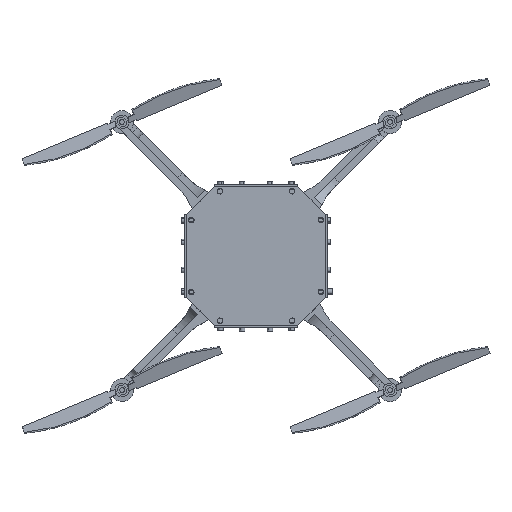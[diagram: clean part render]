
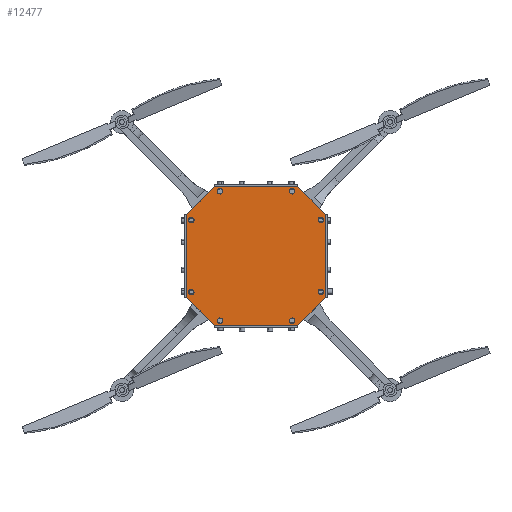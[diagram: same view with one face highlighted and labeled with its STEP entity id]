
A CAD part, top view. The second image highlights one B-rep face of the part: STEP entity #12477.
In plain terms, the highlighted planar face has unit normal (0, 0, 1).
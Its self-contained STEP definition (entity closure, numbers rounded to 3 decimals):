
#11857=CARTESIAN_POINT('Axis2P3D Location',(78.,140.,10.)) ;
#11861=CARTESIAN_POINT('Vertex',(73.5,140.,10.)) ;
#11863=CARTESIAN_POINT('Vertex',(82.5,140.,10.)) ;
#11892=CARTESIAN_POINT('Axis2P3D Location',(78.,140.,10.)) ;
#11914=CARTESIAN_POINT('Axis2P3D Location',(-78.,140.,10.)) ;
#11918=CARTESIAN_POINT('Vertex',(-82.5,140.,10.)) ;
#11920=CARTESIAN_POINT('Vertex',(-73.5,140.,10.)) ;
#11949=CARTESIAN_POINT('Axis2P3D Location',(-78.,140.,10.)) ;
#11971=CARTESIAN_POINT('Axis2P3D Location',(140.,78.,10.)) ;
#11975=CARTESIAN_POINT('Vertex',(135.5,78.,10.)) ;
#11977=CARTESIAN_POINT('Vertex',(144.5,78.,10.)) ;
#12006=CARTESIAN_POINT('Axis2P3D Location',(140.,78.,10.)) ;
#12028=CARTESIAN_POINT('Axis2P3D Location',(-140.,78.,10.)) ;
#12032=CARTESIAN_POINT('Vertex',(-144.5,78.,10.)) ;
#12034=CARTESIAN_POINT('Vertex',(-135.5,78.,10.)) ;
#12063=CARTESIAN_POINT('Axis2P3D Location',(-140.,78.,10.)) ;
#12098=CARTESIAN_POINT('Vertex',(-150.,-90.,10.)) ;
#12101=CARTESIAN_POINT('Line Origine',(-150.,0.,10.)) ;
#12105=CARTESIAN_POINT('Vertex',(-150.,90.,10.)) ;
#12125=CARTESIAN_POINT('Line Origine',(-120.,120.,10.)) ;
#12129=CARTESIAN_POINT('Vertex',(-90.,150.,10.)) ;
#12156=CARTESIAN_POINT('Line Origine',(150.,0.,10.)) ;
#12160=CARTESIAN_POINT('Vertex',(150.,90.,10.)) ;
#12162=CARTESIAN_POINT('Vertex',(150.,-90.,10.)) ;
#12203=CARTESIAN_POINT('Line Origine',(0.,150.,10.)) ;
#12207=CARTESIAN_POINT('Vertex',(90.,150.,10.)) ;
#12350=CARTESIAN_POINT('Axis2P3D Location',(0.,0.,10.)) ;
#12355=CARTESIAN_POINT('Line Origine',(-120.,-120.,10.)) ;
#12359=CARTESIAN_POINT('Vertex',(-90.,-150.,10.)) ;
#12362=CARTESIAN_POINT('Line Origine',(0.,-150.,10.)) ;
#12366=CARTESIAN_POINT('Vertex',(90.,-150.,10.)) ;
#12369=CARTESIAN_POINT('Line Origine',(120.,-120.,10.)) ;
#12374=CARTESIAN_POINT('Line Origine',(120.,120.,10.)) ;
#12389=CARTESIAN_POINT('Axis2P3D Location',(-140.,-78.,10.)) ;
#12393=CARTESIAN_POINT('Vertex',(-144.5,-78.,10.)) ;
#12395=CARTESIAN_POINT('Vertex',(-135.5,-78.,10.)) ;
#12398=CARTESIAN_POINT('Axis2P3D Location',(-140.,-78.,10.)) ;
#12407=CARTESIAN_POINT('Axis2P3D Location',(140.,-78.,10.)) ;
#12411=CARTESIAN_POINT('Vertex',(144.5,-78.,10.)) ;
#12413=CARTESIAN_POINT('Vertex',(135.5,-78.,10.)) ;
#12416=CARTESIAN_POINT('Axis2P3D Location',(140.,-78.,10.)) ;
#12425=CARTESIAN_POINT('Axis2P3D Location',(78.,-140.,10.)) ;
#12429=CARTESIAN_POINT('Vertex',(73.5,-140.,10.)) ;
#12431=CARTESIAN_POINT('Vertex',(82.5,-140.,10.)) ;
#12434=CARTESIAN_POINT('Axis2P3D Location',(78.,-140.,10.)) ;
#12459=CARTESIAN_POINT('Axis2P3D Location',(-78.,-140.,10.)) ;
#12463=CARTESIAN_POINT('Vertex',(-73.5,-140.,10.)) ;
#12465=CARTESIAN_POINT('Vertex',(-82.5,-140.,10.)) ;
#12468=CARTESIAN_POINT('Axis2P3D Location',(-78.,-140.,10.)) ;
#11858=DIRECTION('Axis2P3D Direction',(0.,0.,1.)) ;
#11893=DIRECTION('Axis2P3D Direction',(0.,0.,1.)) ;
#11915=DIRECTION('Axis2P3D Direction',(0.,0.,1.)) ;
#11950=DIRECTION('Axis2P3D Direction',(0.,0.,1.)) ;
#11972=DIRECTION('Axis2P3D Direction',(0.,0.,1.)) ;
#12007=DIRECTION('Axis2P3D Direction',(0.,0.,1.)) ;
#12029=DIRECTION('Axis2P3D Direction',(0.,0.,1.)) ;
#12064=DIRECTION('Axis2P3D Direction',(0.,0.,1.)) ;
#12102=DIRECTION('Vector Direction',(0.,-1.,0.)) ;
#12126=DIRECTION('Vector Direction',(0.707,0.707,0.)) ;
#12157=DIRECTION('Vector Direction',(0.,1.,0.)) ;
#12204=DIRECTION('Vector Direction',(-1.,0.,0.)) ;
#12351=DIRECTION('Axis2P3D Direction',(0.,0.,1.)) ;
#12352=DIRECTION('Axis2P3D XDirection',(1.,0.,0.)) ;
#12356=DIRECTION('Vector Direction',(0.707,-0.707,0.)) ;
#12363=DIRECTION('Vector Direction',(-1.,0.,0.)) ;
#12370=DIRECTION('Vector Direction',(0.707,0.707,0.)) ;
#12375=DIRECTION('Vector Direction',(0.707,-0.707,0.)) ;
#12390=DIRECTION('Axis2P3D Direction',(0.,0.,1.)) ;
#12399=DIRECTION('Axis2P3D Direction',(0.,0.,1.)) ;
#12408=DIRECTION('Axis2P3D Direction',(0.,0.,1.)) ;
#12417=DIRECTION('Axis2P3D Direction',(0.,0.,1.)) ;
#12426=DIRECTION('Axis2P3D Direction',(0.,0.,1.)) ;
#12435=DIRECTION('Axis2P3D Direction',(0.,0.,1.)) ;
#12460=DIRECTION('Axis2P3D Direction',(0.,0.,1.)) ;
#12469=DIRECTION('Axis2P3D Direction',(0.,0.,1.)) ;
#11859=AXIS2_PLACEMENT_3D('Circle Axis2P3D',#11857,#11858,$) ;
#11894=AXIS2_PLACEMENT_3D('Circle Axis2P3D',#11892,#11893,$) ;
#11916=AXIS2_PLACEMENT_3D('Circle Axis2P3D',#11914,#11915,$) ;
#11951=AXIS2_PLACEMENT_3D('Circle Axis2P3D',#11949,#11950,$) ;
#11973=AXIS2_PLACEMENT_3D('Circle Axis2P3D',#11971,#11972,$) ;
#12008=AXIS2_PLACEMENT_3D('Circle Axis2P3D',#12006,#12007,$) ;
#12030=AXIS2_PLACEMENT_3D('Circle Axis2P3D',#12028,#12029,$) ;
#12065=AXIS2_PLACEMENT_3D('Circle Axis2P3D',#12063,#12064,$) ;
#12353=AXIS2_PLACEMENT_3D('Plane Axis2P3D',#12350,#12351,#12352) ;
#12391=AXIS2_PLACEMENT_3D('Circle Axis2P3D',#12389,#12390,$) ;
#12400=AXIS2_PLACEMENT_3D('Circle Axis2P3D',#12398,#12399,$) ;
#12409=AXIS2_PLACEMENT_3D('Circle Axis2P3D',#12407,#12408,$) ;
#12418=AXIS2_PLACEMENT_3D('Circle Axis2P3D',#12416,#12417,$) ;
#12427=AXIS2_PLACEMENT_3D('Circle Axis2P3D',#12425,#12426,$) ;
#12436=AXIS2_PLACEMENT_3D('Circle Axis2P3D',#12434,#12435,$) ;
#12461=AXIS2_PLACEMENT_3D('Circle Axis2P3D',#12459,#12460,$) ;
#12470=AXIS2_PLACEMENT_3D('Circle Axis2P3D',#12468,#12469,$) ;
#12380=ORIENTED_EDGE('',*,*,#12209,.T.) ;
#12381=ORIENTED_EDGE('',*,*,#12131,.F.) ;
#12382=ORIENTED_EDGE('',*,*,#12107,.F.) ;
#12383=ORIENTED_EDGE('',*,*,#12361,.T.) ;
#12384=ORIENTED_EDGE('',*,*,#12368,.F.) ;
#12385=ORIENTED_EDGE('',*,*,#12373,.T.) ;
#12386=ORIENTED_EDGE('',*,*,#12164,.F.) ;
#12387=ORIENTED_EDGE('',*,*,#12378,.F.) ;
#12404=ORIENTED_EDGE('',*,*,#12397,.T.) ;
#12405=ORIENTED_EDGE('',*,*,#12402,.T.) ;
#12422=ORIENTED_EDGE('',*,*,#12415,.T.) ;
#12423=ORIENTED_EDGE('',*,*,#12420,.T.) ;
#12440=ORIENTED_EDGE('',*,*,#12433,.T.) ;
#12441=ORIENTED_EDGE('',*,*,#12438,.T.) ;
#12444=ORIENTED_EDGE('',*,*,#12036,.F.) ;
#12445=ORIENTED_EDGE('',*,*,#12067,.F.) ;
#12448=ORIENTED_EDGE('',*,*,#11979,.F.) ;
#12449=ORIENTED_EDGE('',*,*,#12010,.F.) ;
#12452=ORIENTED_EDGE('',*,*,#11922,.F.) ;
#12453=ORIENTED_EDGE('',*,*,#11953,.F.) ;
#12456=ORIENTED_EDGE('',*,*,#11865,.F.) ;
#12457=ORIENTED_EDGE('',*,*,#11896,.F.) ;
#12474=ORIENTED_EDGE('',*,*,#12467,.T.) ;
#12475=ORIENTED_EDGE('',*,*,#12472,.T.) ;
#12406=FACE_BOUND('',#12403,.T.) ;
#12424=FACE_BOUND('',#12421,.T.) ;
#12442=FACE_BOUND('',#12439,.T.) ;
#12446=FACE_BOUND('',#12443,.T.) ;
#12450=FACE_BOUND('',#12447,.T.) ;
#12454=FACE_BOUND('',#12451,.T.) ;
#12458=FACE_BOUND('',#12455,.T.) ;
#12476=FACE_BOUND('',#12473,.T.) ;
#12103=VECTOR('Line Direction',#12102,1.) ;
#12127=VECTOR('Line Direction',#12126,1.) ;
#12158=VECTOR('Line Direction',#12157,1.) ;
#12205=VECTOR('Line Direction',#12204,1.) ;
#12357=VECTOR('Line Direction',#12356,1.) ;
#12364=VECTOR('Line Direction',#12363,1.) ;
#12371=VECTOR('Line Direction',#12370,1.) ;
#12376=VECTOR('Line Direction',#12375,1.) ;
#12477=ADVANCED_FACE('PartBody',(#12388,#12406,#12424,#12442,#12446,#12450,#12454,#12458,#12476),#12354,.T.) ;
#11860=CIRCLE('generated circle',#11859,4.5) ;
#11895=CIRCLE('generated circle',#11894,4.5) ;
#11917=CIRCLE('generated circle',#11916,4.5) ;
#11952=CIRCLE('generated circle',#11951,4.5) ;
#11974=CIRCLE('generated circle',#11973,4.5) ;
#12009=CIRCLE('generated circle',#12008,4.5) ;
#12031=CIRCLE('generated circle',#12030,4.5) ;
#12066=CIRCLE('generated circle',#12065,4.5) ;
#12392=CIRCLE('generated circle',#12391,4.5) ;
#12401=CIRCLE('generated circle',#12400,4.5) ;
#12410=CIRCLE('generated circle',#12409,4.5) ;
#12419=CIRCLE('generated circle',#12418,4.5) ;
#12428=CIRCLE('generated circle',#12427,4.5) ;
#12437=CIRCLE('generated circle',#12436,4.5) ;
#12462=CIRCLE('generated circle',#12461,4.5) ;
#12471=CIRCLE('generated circle',#12470,4.5) ;
#11865=EDGE_CURVE('',#11862,#11864,#11860,.T.) ;
#11896=EDGE_CURVE('',#11864,#11862,#11895,.T.) ;
#11922=EDGE_CURVE('',#11919,#11921,#11917,.T.) ;
#11953=EDGE_CURVE('',#11921,#11919,#11952,.T.) ;
#11979=EDGE_CURVE('',#11976,#11978,#11974,.T.) ;
#12010=EDGE_CURVE('',#11978,#11976,#12009,.T.) ;
#12036=EDGE_CURVE('',#12033,#12035,#12031,.T.) ;
#12067=EDGE_CURVE('',#12035,#12033,#12066,.T.) ;
#12107=EDGE_CURVE('',#12099,#12106,#12104,.F.) ;
#12131=EDGE_CURVE('',#12106,#12130,#12128,.T.) ;
#12164=EDGE_CURVE('',#12161,#12163,#12159,.F.) ;
#12209=EDGE_CURVE('',#12208,#12130,#12206,.T.) ;
#12361=EDGE_CURVE('',#12099,#12360,#12358,.T.) ;
#12368=EDGE_CURVE('',#12367,#12360,#12365,.T.) ;
#12373=EDGE_CURVE('',#12367,#12163,#12372,.T.) ;
#12378=EDGE_CURVE('',#12208,#12161,#12377,.T.) ;
#12397=EDGE_CURVE('',#12394,#12396,#12392,.F.) ;
#12402=EDGE_CURVE('',#12396,#12394,#12401,.F.) ;
#12415=EDGE_CURVE('',#12412,#12414,#12410,.F.) ;
#12420=EDGE_CURVE('',#12414,#12412,#12419,.F.) ;
#12433=EDGE_CURVE('',#12430,#12432,#12428,.F.) ;
#12438=EDGE_CURVE('',#12432,#12430,#12437,.F.) ;
#12467=EDGE_CURVE('',#12464,#12466,#12462,.F.) ;
#12472=EDGE_CURVE('',#12466,#12464,#12471,.F.) ;
#12379=EDGE_LOOP('',(#12380,#12381,#12382,#12383,#12384,#12385,#12386,#12387)) ;
#12403=EDGE_LOOP('',(#12404,#12405)) ;
#12421=EDGE_LOOP('',(#12422,#12423)) ;
#12439=EDGE_LOOP('',(#12440,#12441)) ;
#12443=EDGE_LOOP('',(#12444,#12445)) ;
#12447=EDGE_LOOP('',(#12448,#12449)) ;
#12451=EDGE_LOOP('',(#12452,#12453)) ;
#12455=EDGE_LOOP('',(#12456,#12457)) ;
#12473=EDGE_LOOP('',(#12474,#12475)) ;
#12388=FACE_OUTER_BOUND('',#12379,.T.) ;
#12104=LINE('Line',#12101,#12103) ;
#12128=LINE('Line',#12125,#12127) ;
#12159=LINE('Line',#12156,#12158) ;
#12206=LINE('Line',#12203,#12205) ;
#12358=LINE('Line',#12355,#12357) ;
#12365=LINE('Line',#12362,#12364) ;
#12372=LINE('Line',#12369,#12371) ;
#12377=LINE('Line',#12374,#12376) ;
#12354=PLANE('',#12353) ;
#11862=VERTEX_POINT('',#11861) ;
#11864=VERTEX_POINT('',#11863) ;
#11919=VERTEX_POINT('',#11918) ;
#11921=VERTEX_POINT('',#11920) ;
#11976=VERTEX_POINT('',#11975) ;
#11978=VERTEX_POINT('',#11977) ;
#12033=VERTEX_POINT('',#12032) ;
#12035=VERTEX_POINT('',#12034) ;
#12099=VERTEX_POINT('',#12098) ;
#12106=VERTEX_POINT('',#12105) ;
#12130=VERTEX_POINT('',#12129) ;
#12161=VERTEX_POINT('',#12160) ;
#12163=VERTEX_POINT('',#12162) ;
#12208=VERTEX_POINT('',#12207) ;
#12360=VERTEX_POINT('',#12359) ;
#12367=VERTEX_POINT('',#12366) ;
#12394=VERTEX_POINT('',#12393) ;
#12396=VERTEX_POINT('',#12395) ;
#12412=VERTEX_POINT('',#12411) ;
#12414=VERTEX_POINT('',#12413) ;
#12430=VERTEX_POINT('',#12429) ;
#12432=VERTEX_POINT('',#12431) ;
#12464=VERTEX_POINT('',#12463) ;
#12466=VERTEX_POINT('',#12465) ;
